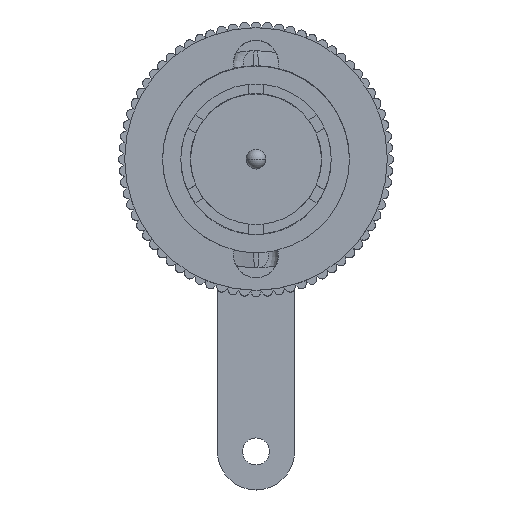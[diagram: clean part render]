
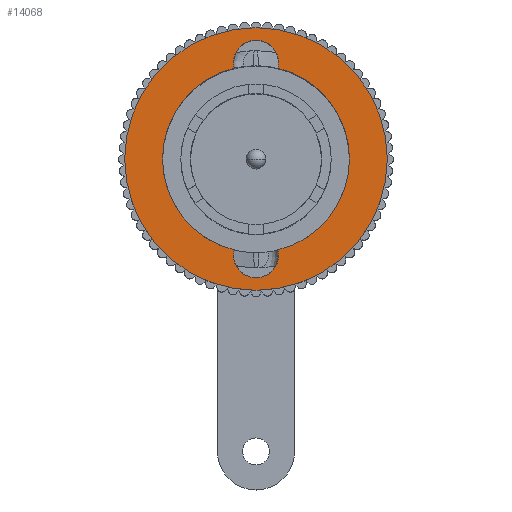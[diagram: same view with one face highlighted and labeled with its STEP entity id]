
A CAD part, top view. The second image highlights one B-rep face of the part: STEP entity #14068.
In plain terms, the highlighted planar face has unit normal (0, 0, 1).
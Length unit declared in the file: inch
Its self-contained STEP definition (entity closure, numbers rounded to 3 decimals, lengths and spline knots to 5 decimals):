
#10 = VERTEX_POINT ( 'NONE', #10446 ) ;
#17 = VERTEX_POINT ( 'NONE', #10436 ) ;
#51 = EDGE_CURVE ( 'NONE', #10, #17, #10526, .T. ) ;
#67 = EDGE_CURVE ( 'NONE', #138, #10, #10560, .T. ) ;
#77 = VERTEX_POINT ( 'NONE', #10546 ) ;
#80 = VERTEX_POINT ( 'NONE', #10545 ) ;
#84 = EDGE_CURVE ( 'NONE', #80, #77, #10543, .T. ) ;
#108 = EDGE_CURVE ( 'NONE', #187, #113, #10675, .T. ) ;
#109 = VERTEX_POINT ( 'NONE', #10670 ) ;
#113 = VERTEX_POINT ( 'NONE', #10662 ) ;
#138 = VERTEX_POINT ( 'NONE', #10718 ) ;
#152 = EDGE_CURVE ( 'NONE', #17, #109, #10744, .T. ) ;
#184 = VERTEX_POINT ( 'NONE', #10826 ) ;
#187 = VERTEX_POINT ( 'NONE', #10871 ) ;
#188 = EDGE_CURVE ( 'NONE', #109, #184, #10866, .T. ) ;
#281 = ORIENTED_EDGE ( 'NONE', *, *, #67, .F. ) ;
#1109 = VERTEX_POINT ( 'NONE', #12761 ) ;
#1112 = EDGE_CURVE ( 'NONE', #1109, #18364, #12802, .T. ) ;
#1157 = VERTEX_POINT ( 'NONE', #12946 ) ;
#2608 = ORIENTED_EDGE ( 'NONE', *, *, #17164, .F. ) ;
#6223 = DIRECTION ( 'NONE',  ( 1., 0., 0. ) ) ;
#6224 = DIRECTION ( 'NONE',  ( 0., 0., 1. ) ) ;
#6225 = CARTESIAN_POINT ( 'NONE',  ( 0., 0., 0. ) ) ;
#6226 = AXIS2_PLACEMENT_3D ( 'NONE', #6225, #6224, #6223 ) ;
#6227 = CIRCLE ( 'NONE', #6226, 0.194 ) ;
#6228 = DIRECTION ( 'NONE',  ( 1., 0., 0. ) ) ;
#6229 = DIRECTION ( 'NONE',  ( 0., 0., 1. ) ) ;
#6230 = CARTESIAN_POINT ( 'NONE',  ( 0.2725, 0., 0. ) ) ;
#6231 = AXIS2_PLACEMENT_3D ( 'NONE', #6230, #6229, #6228 ) ;
#6233 = PLANE ( 'NONE',  #6231 ) ;
#6234 = FACE_OUTER_BOUND ( 'NONE', #17151, .T. ) ;
#6235 = FACE_BOUND ( 'NONE', #13950, .T. ) ;
#6246 = DIRECTION ( 'NONE',  ( -1., 0., 0. ) ) ;
#6247 = DIRECTION ( 'NONE',  ( 0., 0., 1. ) ) ;
#6248 = CARTESIAN_POINT ( 'NONE',  ( 0., 0.2, 0. ) ) ;
#6249 = AXIS2_PLACEMENT_3D ( 'NONE', #6248, #6247, #6246 ) ;
#6250 = CIRCLE ( 'NONE', #6249, 0.0465 ) ;
#6285 = DIRECTION ( 'NONE',  ( 1., 0., 0. ) ) ;
#6286 = DIRECTION ( 'NONE',  ( 0., 0., 1. ) ) ;
#6287 = CARTESIAN_POINT ( 'NONE',  ( 0., 0., 0. ) ) ;
#6288 = AXIS2_PLACEMENT_3D ( 'NONE', #6287, #6286, #6285 ) ;
#6289 = CIRCLE ( 'NONE', #6288, 0.2725 ) ;
#7130 = DIRECTION ( 'NONE',  ( 1., 0., 0. ) ) ;
#7131 = DIRECTION ( 'NONE',  ( 0., 0., 1. ) ) ;
#7132 = CARTESIAN_POINT ( 'NONE',  ( 0., -0.2, 0. ) ) ;
#7133 = AXIS2_PLACEMENT_3D ( 'NONE', #7132, #7131, #7130 ) ;
#7134 = CIRCLE ( 'NONE', #7133, 0.0465 ) ;
#8238 = DIRECTION ( 'NONE',  ( -1., 0., 0. ) ) ;
#8239 = DIRECTION ( 'NONE',  ( 0., 0., 1. ) ) ;
#8240 = AXIS2_PLACEMENT_3D ( 'NONE', #8247, #8239, #8238 ) ;
#8241 = CIRCLE ( 'NONE', #8240, 0.0465 ) ;
#8247 = CARTESIAN_POINT ( 'NONE',  ( 0., 0.2, 0. ) ) ;
#9127 = CARTESIAN_POINT ( 'NONE',  ( -0.0465, 0.2, 0. ) ) ;
#10436 = CARTESIAN_POINT ( 'NONE',  ( 0.0451, -0.18868, 0. ) ) ;
#10446 = CARTESIAN_POINT ( 'NONE',  ( 0.0465, -0.2, 0. ) ) ;
#10522 = DIRECTION ( 'NONE',  ( 1., 0., 0. ) ) ;
#10523 = DIRECTION ( 'NONE',  ( 0., 0., 1. ) ) ;
#10524 = CARTESIAN_POINT ( 'NONE',  ( 0., -0.2, 0. ) ) ;
#10525 = AXIS2_PLACEMENT_3D ( 'NONE', #10524, #10523, #10522 ) ;
#10526 = CIRCLE ( 'NONE', #10525, 0.0465 ) ;
#10539 = DIRECTION ( 'NONE',  ( 1., 0., 0. ) ) ;
#10540 = DIRECTION ( 'NONE',  ( 0., 0., 1. ) ) ;
#10541 = CARTESIAN_POINT ( 'NONE',  ( 0., 0., 0. ) ) ;
#10542 = AXIS2_PLACEMENT_3D ( 'NONE', #10541, #10540, #10539 ) ;
#10543 = CIRCLE ( 'NONE', #10542, 0.2725 ) ;
#10545 = CARTESIAN_POINT ( 'NONE',  ( 0.2725, 0., 0. ) ) ;
#10546 = CARTESIAN_POINT ( 'NONE',  ( -0.2725, 0., 0. ) ) ;
#10557 = DIRECTION ( 'NONE',  ( 1., 0., 0. ) ) ;
#10558 = DIRECTION ( 'NONE',  ( 0., 0., 1. ) ) ;
#10559 = AXIS2_PLACEMENT_3D ( 'NONE', #10564, #10558, #10557 ) ;
#10560 = CIRCLE ( 'NONE', #10559, 0.0465 ) ;
#10564 = CARTESIAN_POINT ( 'NONE',  ( 0., -0.2, 0. ) ) ;
#10662 = CARTESIAN_POINT ( 'NONE',  ( -0.0451, -0.18868, 0. ) ) ;
#10670 = CARTESIAN_POINT ( 'NONE',  ( 0.194, 0., 0. ) ) ;
#10671 = DIRECTION ( 'NONE',  ( 1., 0., 0. ) ) ;
#10672 = DIRECTION ( 'NONE',  ( 0., 0., 1. ) ) ;
#10673 = CARTESIAN_POINT ( 'NONE',  ( 0., 0., 0. ) ) ;
#10674 = AXIS2_PLACEMENT_3D ( 'NONE', #10673, #10672, #10671 ) ;
#10675 = CIRCLE ( 'NONE', #10674, 0.194 ) ;
#10718 = CARTESIAN_POINT ( 'NONE',  ( -0.0465, -0.2, 0. ) ) ;
#10740 = DIRECTION ( 'NONE',  ( 1., 0., 0. ) ) ;
#10741 = DIRECTION ( 'NONE',  ( 0., 0., 1. ) ) ;
#10742 = CARTESIAN_POINT ( 'NONE',  ( 0., 0., 0. ) ) ;
#10743 = AXIS2_PLACEMENT_3D ( 'NONE', #10742, #10741, #10740 ) ;
#10744 = CIRCLE ( 'NONE', #10743, 0.194 ) ;
#10826 = CARTESIAN_POINT ( 'NONE',  ( 0.0451, 0.18868, 0. ) ) ;
#10862 = DIRECTION ( 'NONE',  ( 1., 0., 0. ) ) ;
#10863 = DIRECTION ( 'NONE',  ( 0., 0., 1. ) ) ;
#10864 = CARTESIAN_POINT ( 'NONE',  ( 0., 0., 0. ) ) ;
#10865 = AXIS2_PLACEMENT_3D ( 'NONE', #10864, #10863, #10862 ) ;
#10866 = CIRCLE ( 'NONE', #10865, 0.194 ) ;
#10871 = CARTESIAN_POINT ( 'NONE',  ( -0.194, 0., 0. ) ) ;
#12761 = CARTESIAN_POINT ( 'NONE',  ( 0.0465, 0.2, 0. ) ) ;
#12799 = DIRECTION ( 'NONE',  ( -1., 0., 0. ) ) ;
#12800 = DIRECTION ( 'NONE',  ( 0., 0., 1. ) ) ;
#12801 = AXIS2_PLACEMENT_3D ( 'NONE', #12808, #12800, #12799 ) ;
#12802 = CIRCLE ( 'NONE', #12801, 0.0465 ) ;
#12808 = CARTESIAN_POINT ( 'NONE',  ( 0., 0.2, 0. ) ) ;
#12946 = CARTESIAN_POINT ( 'NONE',  ( -0.0451, 0.18868, 0. ) ) ;
#13950 = EDGE_LOOP ( 'NONE', ( #14074, #14071, #14067, #14142, #14103, #14105, #14107, #281, #2608, #15137 ) ) ;
#14067 = ORIENTED_EDGE ( 'NONE', *, *, #1112, .F. ) ;
#14068 = ADVANCED_FACE ( 'NONE', ( #6235, #6234 ), #6233, .T. ) ;
#14069 = EDGE_CURVE ( 'NONE', #1157, #187, #6227, .T. ) ;
#14071 = ORIENTED_EDGE ( 'NONE', *, *, #17913, .F. ) ;
#14074 = ORIENTED_EDGE ( 'NONE', *, *, #14069, .F. ) ;
#14103 = ORIENTED_EDGE ( 'NONE', *, *, #188, .F. ) ;
#14105 = ORIENTED_EDGE ( 'NONE', *, *, #152, .F. ) ;
#14107 = ORIENTED_EDGE ( 'NONE', *, *, #51, .F. ) ;
#14109 = EDGE_CURVE ( 'NONE', #184, #1109, #6250, .T. ) ;
#14142 = ORIENTED_EDGE ( 'NONE', *, *, #14109, .F. ) ;
#14144 = EDGE_CURVE ( 'NONE', #77, #80, #6289, .T. ) ;
#15137 = ORIENTED_EDGE ( 'NONE', *, *, #108, .F. ) ;
#17149 = ORIENTED_EDGE ( 'NONE', *, *, #14144, .T. ) ;
#17151 = EDGE_LOOP ( 'NONE', ( #17153, #17149 ) ) ;
#17153 = ORIENTED_EDGE ( 'NONE', *, *, #84, .T. ) ;
#17164 = EDGE_CURVE ( 'NONE', #113, #138, #7134, .T. ) ;
#17913 = EDGE_CURVE ( 'NONE', #18364, #1157, #8241, .T. ) ;
#18364 = VERTEX_POINT ( 'NONE', #9127 ) ;
